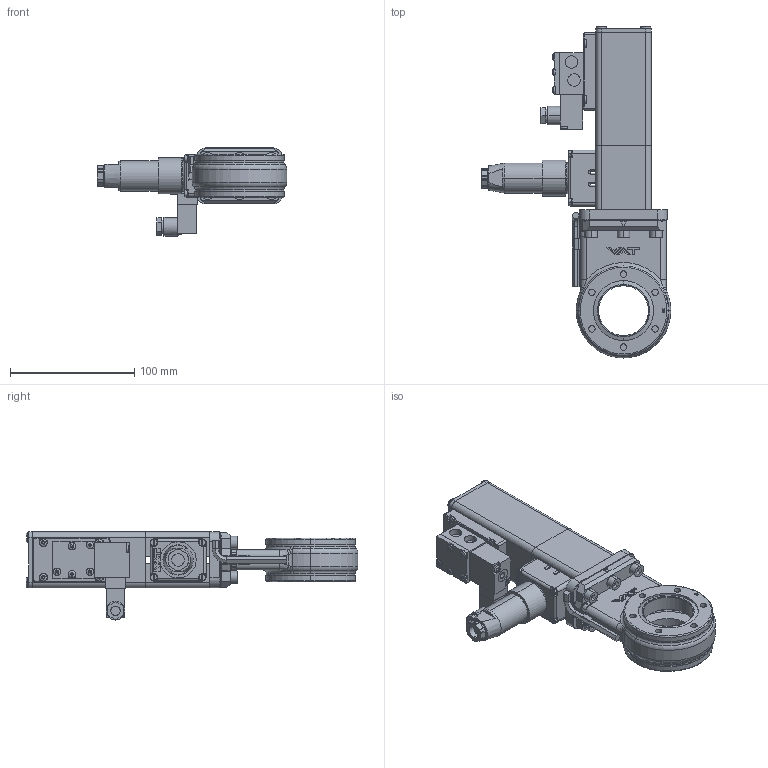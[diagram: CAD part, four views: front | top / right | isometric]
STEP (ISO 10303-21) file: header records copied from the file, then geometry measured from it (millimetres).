
FILE_DESCRIPTION (( 'STEP AP214' ), '1' );
FILE_NAME ('PFF58231.STEP', '2013-05-23T05:52:49', ( '' ), ( '' ), 'SwSTEP 2.0', 'SolidWorks 2010', '' );
FILE_SCHEMA (( 'AUTOMOTIVE_DESIGN' ));
Length unit declared in the file: millimetre
Products named in the file (27): 65209-01.2; 63152-01.4; 94294-01.3; 73280-01_1.1; 69672-01; 252080.1; 69968-01.1; 70613-01.2; 94800-r1.7_NX-ARRAGMNTKONFIG1; N-7557-016_1.1; N-5018-005.1; N-7557-018.1; N-7557-016_2.1; N-7557-016_3.1; N-6024-524.1; 66481-01.2; N-6016-078.1; n-6024-526; 252066.1; 228772.1; 92410-01; n-8504-002; 63171-r1_MASSBILD; 63172-01; 69852-01; PFF58231
Assembly tree (47 placements, depth 3):
  PFF58231
    252066.1  x4
    252080.1
    n-6024-526  x4
    63152-01.4
    n-8504-002
    70613-01.2
    66481-01.2
    92410-01  x2
    94294-01.3
    228772.1  x6
    63171-r1_MASSBILD
      63172-01
      63171-r1_MASSBILD
      69852-01
    N-6016-078.1  x4
    94800-r1.7_NX-ARRAGMNTKONFIG1
      N-7557-018.1
      N-5018-005.1  x2
      N-7557-016_1.1
      N-6024-524.1  x6
      N-7557-016_3.1
      N-7557-016_2.1
    69672-01
    65209-01.2
    69968-01.1
    73280-01_1.1
Bounding box: 152.57 x 266.98 x 70.85 mm (x, y, z)
Volume: 337188.1 mm3; surface area: 185386.6 mm2
Topology: 65 solids, 65 shells, 2037 faces, 5071 edges, 3292 vertices
Faces by surface type: plane 1056, cylinder 664, bspline 124, cone 123, torus 58, sphere 12
Entity records: 72580 total; most frequent: CARTESIAN_POINT 16930, ORIENTED_EDGE 7816, DIRECTION 7639, EDGE_CURVE 3908, AXIS2_PLACEMENT_3D 2636, VERTEX_POINT 2548, VECTOR 2367, LINE 2367
